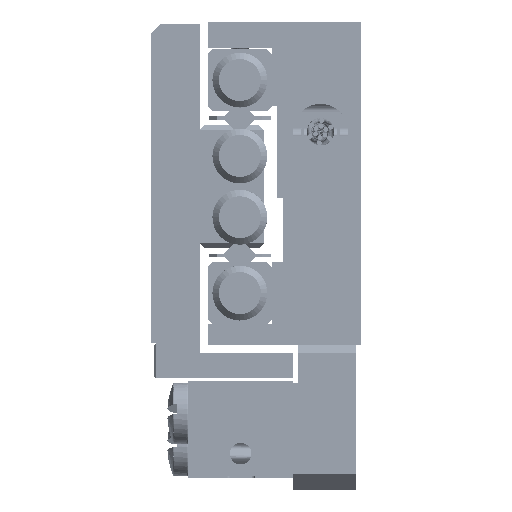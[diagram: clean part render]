
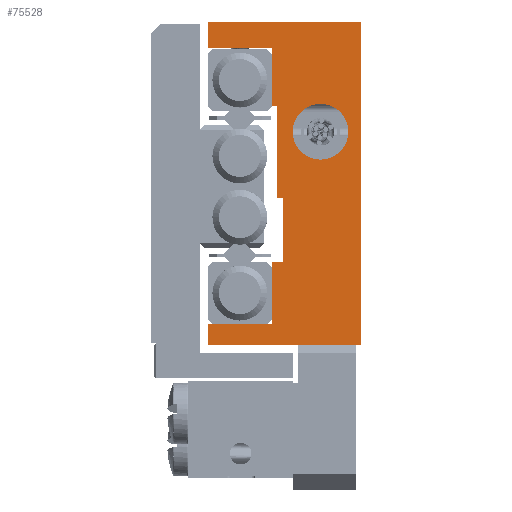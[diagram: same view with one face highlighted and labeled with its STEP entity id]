
A CAD part, left-side view. The second image highlights one B-rep face of the part: STEP entity #75528.
In plain terms, the highlighted planar face has unit normal (-1, 0, 0).
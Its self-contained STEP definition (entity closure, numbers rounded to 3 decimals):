
#92 = ORIENTED_EDGE ( 'NONE', *, *, #59388, .F. ) ;
#641 = CARTESIAN_POINT ( 'NONE',  ( -40., 5.5, -8.7 ) ) ;
#1347 = ORIENTED_EDGE ( 'NONE', *, *, #17391, .T. ) ;
#1378 = ORIENTED_EDGE ( 'NONE', *, *, #27883, .T. ) ;
#1525 = VERTEX_POINT ( 'NONE', #641 ) ;
#1529 = DIRECTION ( 'NONE',  ( 0., -1., 0. ) ) ;
#2079 = ORIENTED_EDGE ( 'NONE', *, *, #17078, .T. ) ;
#2206 = LINE ( 'NONE', #7326, #4342 ) ;
#2216 = ORIENTED_EDGE ( 'NONE', *, *, #6002, .F. ) ;
#2517 = VECTOR ( 'NONE', #1529, 1000. ) ;
#3001 = CARTESIAN_POINT ( 'NONE',  ( -40., 5.2, 4.8 ) ) ;
#4342 = VECTOR ( 'NONE', #37177, 1000. ) ;
#4790 = CARTESIAN_POINT ( 'NONE',  ( -40., 0., -10. ) ) ;
#4854 = LINE ( 'NONE', #58277, #69286 ) ;
#6002 = EDGE_CURVE ( 'NONE', #1525, #14345, #50274, .T. ) ;
#7326 = CARTESIAN_POINT ( 'NONE',  ( -40., 5.5, -0.9 ) ) ;
#8009 = LINE ( 'NONE', #67686, #45447 ) ;
#8332 = VERTEX_POINT ( 'NONE', #34963 ) ;
#8389 = DIRECTION ( 'NONE',  ( 0., 1., 0. ) ) ;
#8593 = EDGE_CURVE ( 'NONE', #21611, #37280, #65162, .T. ) ;
#8606 = LINE ( 'NONE', #49469, #39883 ) ;
#8648 = CARTESIAN_POINT ( 'NONE',  ( -40., 5.5, -10. ) ) ;
#9968 = ORIENTED_EDGE ( 'NONE', *, *, #53900, .F. ) ;
#10388 = ORIENTED_EDGE ( 'NONE', *, *, #44680, .T. ) ;
#12158 = CARTESIAN_POINT ( 'NONE',  ( -40., 5.5, -10. ) ) ;
#12556 = VECTOR ( 'NONE', #64414, 1000. ) ;
#12647 = VECTOR ( 'NONE', #13845, 1000. ) ;
#13729 = DIRECTION ( 'NONE',  ( 0., -1., 0. ) ) ;
#13767 = DIRECTION ( 'NONE',  ( 0., 0., 1. ) ) ;
#13845 = DIRECTION ( 'NONE',  ( 0., 0., -1. ) ) ;
#14345 = VERTEX_POINT ( 'NONE', #58920 ) ;
#14799 = CARTESIAN_POINT ( 'NONE',  ( -40., 2.5, 4.927 ) ) ;
#15315 = CARTESIAN_POINT ( 'NONE',  ( -40., 5.5, 10. ) ) ;
#16858 = EDGE_CURVE ( 'NONE', #69785, #49362, #50448, .T. ) ;
#17078 = EDGE_CURVE ( 'NONE', #49362, #52240, #4854, .T. ) ;
#17391 = EDGE_CURVE ( 'NONE', #18726, #69785, #55482, .T. ) ;
#17667 = AXIS2_PLACEMENT_3D ( 'NONE', #33028, #33408, #69875 ) ;
#17977 = ORIENTED_EDGE ( 'NONE', *, *, #38201, .T. ) ;
#18726 = VERTEX_POINT ( 'NONE', #36443 ) ;
#18791 = VECTOR ( 'NONE', #77519, 1000. ) ;
#19133 = VERTEX_POINT ( 'NONE', #3001 ) ;
#21328 = DIRECTION ( 'NONE',  ( -1., 0., 0. ) ) ;
#21611 = VERTEX_POINT ( 'NONE', #63379 ) ;
#21634 = CIRCLE ( 'NONE', #27936, 1.727 ) ;
#25659 = CARTESIAN_POINT ( 'NONE',  ( -40., 9.5, -10. ) ) ;
#26384 = ORIENTED_EDGE ( 'NONE', *, *, #29010, .F. ) ;
#26582 = VERTEX_POINT ( 'NONE', #27205 ) ;
#26912 = CARTESIAN_POINT ( 'NONE',  ( -40., 5.5, -10. ) ) ;
#27051 = CARTESIAN_POINT ( 'NONE',  ( -40., 5.5, 8.4 ) ) ;
#27205 = CARTESIAN_POINT ( 'NONE',  ( -40., 9.5, 8.4 ) ) ;
#27219 = ORIENTED_EDGE ( 'NONE', *, *, #8593, .F. ) ;
#27593 = ORIENTED_EDGE ( 'NONE', *, *, #42665, .T. ) ;
#27883 = EDGE_CURVE ( 'NONE', #31885, #8332, #59064, .T. ) ;
#27936 = AXIS2_PLACEMENT_3D ( 'NONE', #69228, #43736, #73589 ) ;
#28321 = LINE ( 'NONE', #52234, #12556 ) ;
#29010 = EDGE_CURVE ( 'NONE', #19133, #21611, #28321, .T. ) ;
#29019 = EDGE_LOOP ( 'NONE', ( #1378, #35509, #2216, #60523, #1347, #30542, #2079, #77511, #27593, #10388, #27219, #26384, #41027, #17977 ) ) ;
#29251 = CARTESIAN_POINT ( 'NONE',  ( -40., 4.8, -10. ) ) ;
#30240 = DIRECTION ( 'NONE',  ( 0., 0., 1. ) ) ;
#30542 = ORIENTED_EDGE ( 'NONE', *, *, #16858, .T. ) ;
#30843 = VERTEX_POINT ( 'NONE', #48062 ) ;
#31885 = VERTEX_POINT ( 'NONE', #76795 ) ;
#32296 = EDGE_LOOP ( 'NONE', ( #9968, #92 ) ) ;
#33028 = CARTESIAN_POINT ( 'NONE',  ( -40., 5.5, -10. ) ) ;
#33408 = DIRECTION ( 'NONE',  ( 1., 0., 0. ) ) ;
#34963 = CARTESIAN_POINT ( 'NONE',  ( -40., 4.8, -4.9 ) ) ;
#35509 = ORIENTED_EDGE ( 'NONE', *, *, #50355, .F. ) ;
#36438 = CARTESIAN_POINT ( 'NONE',  ( -40., 2.5, 1.473 ) ) ;
#36443 = CARTESIAN_POINT ( 'NONE',  ( -40., 9.5, -8.7 ) ) ;
#37112 = DIRECTION ( 'NONE',  ( 0., 0., -1. ) ) ;
#37177 = DIRECTION ( 'NONE',  ( 0., -1., 0. ) ) ;
#37280 = VERTEX_POINT ( 'NONE', #27051 ) ;
#38201 = EDGE_CURVE ( 'NONE', #30843, #31885, #2206, .T. ) ;
#39669 = PLANE ( 'NONE',  #17667 ) ;
#39883 = VECTOR ( 'NONE', #13729, 1000. ) ;
#41027 = ORIENTED_EDGE ( 'NONE', *, *, #68936, .F. ) ;
#41487 = LINE ( 'NONE', #53258, #70069 ) ;
#42665 = EDGE_CURVE ( 'NONE', #46148, #26582, #48879, .T. ) ;
#43736 = DIRECTION ( 'NONE',  ( -1., 0., 0. ) ) ;
#44680 = EDGE_CURVE ( 'NONE', #26582, #37280, #8606, .T. ) ;
#45158 = LINE ( 'NONE', #15315, #50276 ) ;
#45233 = VERTEX_POINT ( 'NONE', #14799 ) ;
#45268 = DIRECTION ( 'NONE',  ( 0., 0., 1. ) ) ;
#45447 = VECTOR ( 'NONE', #8389, 1000. ) ;
#45472 = VECTOR ( 'NONE', #75957, 1000. ) ;
#45945 = DIRECTION ( 'NONE',  ( 0., -1., 0. ) ) ;
#46148 = VERTEX_POINT ( 'NONE', #75126 ) ;
#48062 = CARTESIAN_POINT ( 'NONE',  ( -40., 5.2, -0.9 ) ) ;
#48513 = VECTOR ( 'NONE', #37112, 1000. ) ;
#48879 = LINE ( 'NONE', #72832, #48513 ) ;
#49362 = VERTEX_POINT ( 'NONE', #4790 ) ;
#49469 = CARTESIAN_POINT ( 'NONE',  ( -40., 5.5, 8.4 ) ) ;
#50274 = LINE ( 'NONE', #8648, #65168 ) ;
#50276 = VECTOR ( 'NONE', #45945, 1000. ) ;
#50355 = EDGE_CURVE ( 'NONE', #14345, #8332, #55709, .T. ) ;
#50448 = LINE ( 'NONE', #26912, #45472 ) ;
#52234 = CARTESIAN_POINT ( 'NONE',  ( -40., 5.5, 4.8 ) ) ;
#52240 = VERTEX_POINT ( 'NONE', #55204 ) ;
#52872 = DIRECTION ( 'NONE',  ( 0., 0., 1. ) ) ;
#53258 = CARTESIAN_POINT ( 'NONE',  ( -40., 5.2, 4.8 ) ) ;
#53539 = DIRECTION ( 'NONE',  ( 0., 0., 1. ) ) ;
#53900 = EDGE_CURVE ( 'NONE', #45233, #61313, #75566, .T. ) ;
#55204 = CARTESIAN_POINT ( 'NONE',  ( -40., 0., 10. ) ) ;
#55482 = LINE ( 'NONE', #25659, #12647 ) ;
#55709 = LINE ( 'NONE', #68623, #2517 ) ;
#57725 = FACE_BOUND ( 'NONE', #32296, .T. ) ;
#58277 = CARTESIAN_POINT ( 'NONE',  ( -40., 0., -10. ) ) ;
#58920 = CARTESIAN_POINT ( 'NONE',  ( -40., 5.5, -4.9 ) ) ;
#59064 = LINE ( 'NONE', #29251, #18791 ) ;
#59388 = EDGE_CURVE ( 'NONE', #61313, #45233, #21634, .T. ) ;
#59484 = EDGE_CURVE ( 'NONE', #1525, #18726, #8009, .T. ) ;
#60523 = ORIENTED_EDGE ( 'NONE', *, *, #59484, .T. ) ;
#61313 = VERTEX_POINT ( 'NONE', #36438 ) ;
#63379 = CARTESIAN_POINT ( 'NONE',  ( -40., 5.5, 4.8 ) ) ;
#64414 = DIRECTION ( 'NONE',  ( 0., 1., 0. ) ) ;
#65162 = LINE ( 'NONE', #12158, #72504 ) ;
#65168 = VECTOR ( 'NONE', #13767, 1000. ) ;
#66746 = AXIS2_PLACEMENT_3D ( 'NONE', #75111, #21328, #45268 ) ;
#67686 = CARTESIAN_POINT ( 'NONE',  ( -40., 5.5, -8.7 ) ) ;
#68623 = CARTESIAN_POINT ( 'NONE',  ( -40., 5.5, -4.9 ) ) ;
#68936 = EDGE_CURVE ( 'NONE', #30843, #19133, #41487, .T. ) ;
#69228 = CARTESIAN_POINT ( 'NONE',  ( -40., 2.5, 3.2 ) ) ;
#69286 = VECTOR ( 'NONE', #53539, 1000. ) ;
#69497 = FACE_OUTER_BOUND ( 'NONE', #29019, .T. ) ;
#69785 = VERTEX_POINT ( 'NONE', #75781 ) ;
#69875 = DIRECTION ( 'NONE',  ( 0., 0., -1. ) ) ;
#70069 = VECTOR ( 'NONE', #52872, 1000. ) ;
#72504 = VECTOR ( 'NONE', #30240, 1000. ) ;
#72832 = CARTESIAN_POINT ( 'NONE',  ( -40., 9.5, 10. ) ) ;
#73589 = DIRECTION ( 'NONE',  ( 0., 0., 1. ) ) ;
#75111 = CARTESIAN_POINT ( 'NONE',  ( -40., 2.5, 3.2 ) ) ;
#75126 = CARTESIAN_POINT ( 'NONE',  ( -40., 9.5, 10. ) ) ;
#75451 = EDGE_CURVE ( 'NONE', #46148, #52240, #45158, .T. ) ;
#75528 = ADVANCED_FACE ( 'NONE', ( #69497, #57725 ), #39669, .F. ) ;
#75566 = CIRCLE ( 'NONE', #66746, 1.727 ) ;
#75781 = CARTESIAN_POINT ( 'NONE',  ( -40., 9.5, -10. ) ) ;
#75957 = DIRECTION ( 'NONE',  ( 0., -1., 0. ) ) ;
#76795 = CARTESIAN_POINT ( 'NONE',  ( -40., 4.8, -0.9 ) ) ;
#77511 = ORIENTED_EDGE ( 'NONE', *, *, #75451, .F. ) ;
#77519 = DIRECTION ( 'NONE',  ( 0., 0., -1. ) ) ;
